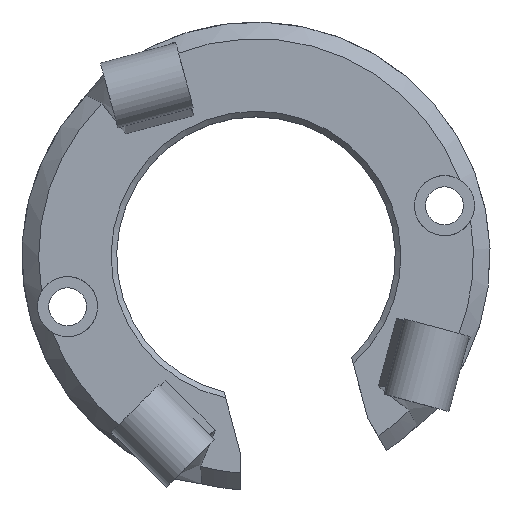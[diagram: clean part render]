
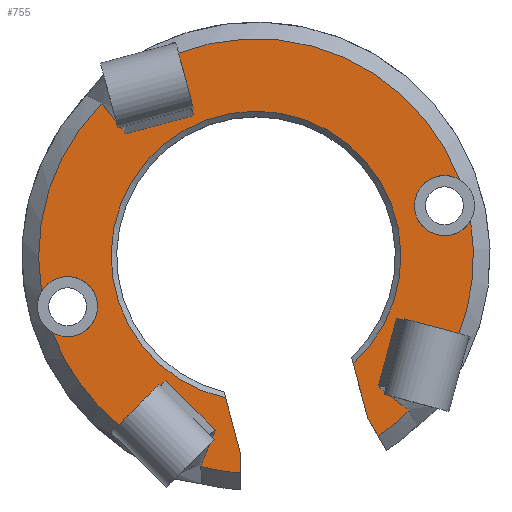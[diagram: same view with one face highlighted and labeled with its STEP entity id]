
A CAD part, top view. The second image highlights one B-rep face of the part: STEP entity #755.
In plain terms, the highlighted planar face has unit normal (0, 0, 1).
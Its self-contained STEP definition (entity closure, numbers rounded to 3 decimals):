
#53=LINE('',#1278,#98);
#54=LINE('',#1280,#99);
#55=LINE('',#1288,#100);
#56=LINE('',#1290,#101);
#57=LINE('',#1294,#102);
#58=LINE('',#1295,#103);
#59=LINE('',#1304,#104);
#60=LINE('',#1305,#105);
#61=LINE('',#1310,#106);
#62=LINE('',#1312,#107);
#98=VECTOR('',#920,10.);
#99=VECTOR('',#921,10.);
#100=VECTOR('',#922,10.);
#101=VECTOR('',#923,10.);
#102=VECTOR('',#926,10.);
#103=VECTOR('',#927,10.);
#104=VECTOR('',#928,10.);
#105=VECTOR('',#929,10.);
#106=VECTOR('',#934,10.);
#107=VECTOR('',#935,10.);
#143=PLANE('',#823);
#167=FACE_OUTER_BOUND('',#210,.T.);
#210=EDGE_LOOP('',(#541,#542,#543,#544,#545,#546,#547,#548,#549,#550,#551,
#552,#553,#554,#555,#556,#557,#558,#559,#560,#561,#562,#563,#564));
#269=CIRCLE('',#810,19.5);
#271=CIRCLE('',#813,19.5);
#272=CIRCLE('',#814,19.5);
#275=CIRCLE('',#818,19.5);
#276=CIRCLE('',#820,19.5);
#277=CIRCLE('',#821,19.5);
#279=CIRCLE('',#824,13.);
#280=CIRCLE('',#825,2.7);
#281=CIRCLE('',#826,2.7);
#282=CIRCLE('',#827,2.7);
#283=CIRCLE('',#828,2.7);
#313=B_SPLINE_CURVE_WITH_KNOTS('',3,(#1281,#1282,#1283,#1284,#1285,#1286),
 .UNSPECIFIED.,.F.,.F.,(4,2,4),(-0.351,-0.254,0.),
 .UNSPECIFIED.);
#314=B_SPLINE_CURVE_WITH_KNOTS('',3,(#1297,#1298,#1299,#1300,#1301,#1302),
 .UNSPECIFIED.,.F.,.F.,(4,2,4),(-0.508,-0.254,-0.158),
 .UNSPECIFIED.);
#315=B_SPLINE_CURVE_WITH_KNOTS('',3,(#1313,#1314,#1315,#1316,#1317,#1318),
 .UNSPECIFIED.,.F.,.F.,(4,2,4),(-0.351,-0.254,0.),
 .UNSPECIFIED.);
#328=VERTEX_POINT('',#1092);
#330=VERTEX_POINT('',#1098);
#334=VERTEX_POINT('',#1139);
#335=VERTEX_POINT('',#1143);
#336=VERTEX_POINT('',#1145);
#337=VERTEX_POINT('',#1160);
#341=VERTEX_POINT('',#1201);
#343=VERTEX_POINT('',#1208);
#346=VERTEX_POINT('',#1247);
#347=VERTEX_POINT('',#1251);
#348=VERTEX_POINT('',#1253);
#349=VERTEX_POINT('',#1268);
#351=VERTEX_POINT('',#1277);
#352=VERTEX_POINT('',#1279);
#353=VERTEX_POINT('',#1287);
#354=VERTEX_POINT('',#1289);
#355=VERTEX_POINT('',#1291);
#356=VERTEX_POINT('',#1293);
#357=VERTEX_POINT('',#1296);
#358=VERTEX_POINT('',#1303);
#359=VERTEX_POINT('',#1306);
#360=VERTEX_POINT('',#1309);
#361=VERTEX_POINT('',#1311);
#362=VERTEX_POINT('',#1319);
#405=EDGE_CURVE('',#328,#330,#269,.T.);
#410=EDGE_CURVE('',#334,#335,#271,.T.);
#412=EDGE_CURVE('',#336,#337,#272,.T.);
#419=EDGE_CURVE('',#343,#341,#275,.T.);
#422=EDGE_CURVE('',#346,#347,#276,.T.);
#424=EDGE_CURVE('',#348,#349,#277,.T.);
#427=EDGE_CURVE('',#351,#346,#53,.T.);
#428=EDGE_CURVE('',#352,#351,#54,.T.);
#429=EDGE_CURVE('',#341,#352,#313,.T.);
#430=EDGE_CURVE('',#343,#353,#55,.T.);
#431=EDGE_CURVE('',#353,#354,#56,.T.);
#432=EDGE_CURVE('',#355,#354,#279,.T.);
#433=EDGE_CURVE('',#355,#356,#57,.T.);
#434=EDGE_CURVE('',#356,#330,#58,.T.);
#435=EDGE_CURVE('',#357,#328,#314,.T.);
#436=EDGE_CURVE('',#358,#357,#59,.T.);
#437=EDGE_CURVE('',#337,#358,#60,.T.);
#438=EDGE_CURVE('',#336,#359,#280,.T.);
#439=EDGE_CURVE('',#359,#335,#281,.T.);
#440=EDGE_CURVE('',#360,#334,#61,.T.);
#441=EDGE_CURVE('',#361,#360,#62,.T.);
#442=EDGE_CURVE('',#349,#361,#315,.T.);
#443=EDGE_CURVE('',#348,#362,#282,.T.);
#444=EDGE_CURVE('',#362,#347,#283,.T.);
#541=ORIENTED_EDGE('',*,*,#427,.F.);
#542=ORIENTED_EDGE('',*,*,#428,.F.);
#543=ORIENTED_EDGE('',*,*,#429,.F.);
#544=ORIENTED_EDGE('',*,*,#419,.F.);
#545=ORIENTED_EDGE('',*,*,#430,.T.);
#546=ORIENTED_EDGE('',*,*,#431,.T.);
#547=ORIENTED_EDGE('',*,*,#432,.F.);
#548=ORIENTED_EDGE('',*,*,#433,.T.);
#549=ORIENTED_EDGE('',*,*,#434,.T.);
#550=ORIENTED_EDGE('',*,*,#405,.F.);
#551=ORIENTED_EDGE('',*,*,#435,.F.);
#552=ORIENTED_EDGE('',*,*,#436,.F.);
#553=ORIENTED_EDGE('',*,*,#437,.F.);
#554=ORIENTED_EDGE('',*,*,#412,.F.);
#555=ORIENTED_EDGE('',*,*,#438,.T.);
#556=ORIENTED_EDGE('',*,*,#439,.T.);
#557=ORIENTED_EDGE('',*,*,#410,.F.);
#558=ORIENTED_EDGE('',*,*,#440,.F.);
#559=ORIENTED_EDGE('',*,*,#441,.F.);
#560=ORIENTED_EDGE('',*,*,#442,.F.);
#561=ORIENTED_EDGE('',*,*,#424,.F.);
#562=ORIENTED_EDGE('',*,*,#443,.T.);
#563=ORIENTED_EDGE('',*,*,#444,.T.);
#564=ORIENTED_EDGE('',*,*,#422,.F.);
#755=ADVANCED_FACE('',(#167),#143,.T.);
#810=AXIS2_PLACEMENT_3D('',#1099,#892,#893);
#813=AXIS2_PLACEMENT_3D('',#1144,#898,#899);
#814=AXIS2_PLACEMENT_3D('',#1161,#900,#901);
#818=AXIS2_PLACEMENT_3D('',#1212,#908,#909);
#820=AXIS2_PLACEMENT_3D('',#1252,#912,#913);
#821=AXIS2_PLACEMENT_3D('',#1269,#914,#915);
#823=AXIS2_PLACEMENT_3D('',#1276,#918,#919);
#824=AXIS2_PLACEMENT_3D('',#1292,#924,#925);
#825=AXIS2_PLACEMENT_3D('',#1307,#930,#931);
#826=AXIS2_PLACEMENT_3D('',#1308,#932,#933);
#827=AXIS2_PLACEMENT_3D('',#1320,#936,#937);
#828=AXIS2_PLACEMENT_3D('',#1321,#938,#939);
#892=DIRECTION('center_axis',(0.,0.,-1.));
#893=DIRECTION('ref_axis',(0.,1.,0.));
#898=DIRECTION('center_axis',(0.,0.,-1.));
#899=DIRECTION('ref_axis',(0.,1.,0.));
#900=DIRECTION('center_axis',(0.,0.,-1.));
#901=DIRECTION('ref_axis',(0.,1.,0.));
#908=DIRECTION('center_axis',(0.,0.,-1.));
#909=DIRECTION('ref_axis',(0.,1.,0.));
#912=DIRECTION('center_axis',(0.,0.,-1.));
#913=DIRECTION('ref_axis',(0.,1.,0.));
#914=DIRECTION('center_axis',(0.,0.,-1.));
#915=DIRECTION('ref_axis',(0.,1.,0.));
#918=DIRECTION('center_axis',(0.,0.,1.));
#919=DIRECTION('ref_axis',(1.,0.,0.));
#920=DIRECTION('',(-0.866,-0.5,0.));
#921=DIRECTION('',(-0.5,0.866,0.));
#922=DIRECTION('',(0.259,0.966,0.));
#923=DIRECTION('',(0.,1.,0.));
#924=DIRECTION('center_axis',(0.,0.,1.));
#925=DIRECTION('ref_axis',(0.,1.,0.));
#926=DIRECTION('',(0.,-1.,0.));
#927=DIRECTION('',(0.259,-0.966,0.));
#928=DIRECTION('',(-0.5,-0.866,0.));
#929=DIRECTION('',(-0.866,0.5,0.));
#930=DIRECTION('center_axis',(0.,0.,-1.));
#931=DIRECTION('ref_axis',(1.,0.,0.));
#932=DIRECTION('center_axis',(0.,0.,-1.));
#933=DIRECTION('ref_axis',(1.,0.,0.));
#934=DIRECTION('',(0.,1.,0.));
#935=DIRECTION('',(1.,0.,0.));
#936=DIRECTION('center_axis',(0.,0.,-1.));
#937=DIRECTION('ref_axis',(-1.,0.,0.));
#938=DIRECTION('center_axis',(0.,0.,-1.));
#939=DIRECTION('ref_axis',(-1.,0.,0.));
#1092=CARTESIAN_POINT('',(9.687,-16.924,6.));
#1098=CARTESIAN_POINT('',(6.401,-18.42,6.));
#1099=CARTESIAN_POINT('Origin',(0.,0.,6.));
#1139=CARTESIAN_POINT('',(-2.128,19.384,6.));
#1143=CARTESIAN_POINT('',(19.406,1.912,6.));
#1144=CARTESIAN_POINT('Origin',(0.,0.,6.));
#1145=CARTESIAN_POINT('',(19.406,-1.912,6.));
#1160=CARTESIAN_POINT('',(15.723,-11.534,6.));
#1161=CARTESIAN_POINT('Origin',(0.,0.,6.));
#1201=CARTESIAN_POINT('',(-9.687,-16.924,6.));
#1208=CARTESIAN_POINT('',(-6.401,-18.42,6.));
#1212=CARTESIAN_POINT('Origin',(0.,0.,6.));
#1247=CARTESIAN_POINT('',(-15.723,-11.534,6.));
#1251=CARTESIAN_POINT('',(-19.406,-1.912,6.));
#1252=CARTESIAN_POINT('Origin',(0.,0.,6.));
#1253=CARTESIAN_POINT('',(-19.406,1.912,6.));
#1268=CARTESIAN_POINT('',(-9.813,16.851,6.));
#1269=CARTESIAN_POINT('Origin',(0.,0.,6.));
#1276=CARTESIAN_POINT('Origin',(0.,0.564,6.));
#1277=CARTESIAN_POINT('',(-10.732,-8.653,6.));
#1278=CARTESIAN_POINT('',(-4.227,-4.897,6.));
#1279=CARTESIAN_POINT('',(-7.569,-14.131,6.));
#1280=CARTESIAN_POINT('',(-9.757,-10.34,6.));
#1281=CARTESIAN_POINT('Ctrl Pts',(-9.687,-16.924,6.));
#1282=CARTESIAN_POINT('Ctrl Pts',(-9.492,-16.668,6.));
#1283=CARTESIAN_POINT('Ctrl Pts',(-9.298,-16.411,6.));
#1284=CARTESIAN_POINT('Ctrl Pts',(-8.592,-15.48,6.));
#1285=CARTESIAN_POINT('Ctrl Pts',(-8.081,-14.806,6.));
#1286=CARTESIAN_POINT('Ctrl Pts',(-7.569,-14.131,6.));
#1287=CARTESIAN_POINT('',(-5.925,-16.644,6.));
#1288=CARTESIAN_POINT('',(-5.925,-16.644,6.));
#1289=CARTESIAN_POINT('',(-5.925,-11.571,6.));
#1290=CARTESIAN_POINT('',(-5.925,-9.75,6.));
#1291=CARTESIAN_POINT('',(5.925,-11.571,6.));
#1292=CARTESIAN_POINT('Origin',(0.,0.,6.));
#1293=CARTESIAN_POINT('',(5.925,-16.644,6.));
#1294=CARTESIAN_POINT('',(5.925,-9.75,6.));
#1295=CARTESIAN_POINT('',(5.925,-16.644,6.));
#1296=CARTESIAN_POINT('',(7.569,-14.131,6.));
#1297=CARTESIAN_POINT('Ctrl Pts',(7.569,-14.131,6.));
#1298=CARTESIAN_POINT('Ctrl Pts',(8.081,-14.806,6.));
#1299=CARTESIAN_POINT('Ctrl Pts',(8.592,-15.48,6.));
#1300=CARTESIAN_POINT('Ctrl Pts',(9.298,-16.411,6.));
#1301=CARTESIAN_POINT('Ctrl Pts',(9.492,-16.668,6.));
#1302=CARTESIAN_POINT('Ctrl Pts',(9.687,-16.924,6.));
#1303=CARTESIAN_POINT('',(10.732,-8.653,6.));
#1304=CARTESIAN_POINT('',(9.757,-10.34,6.));
#1305=CARTESIAN_POINT('',(4.227,-4.897,6.));
#1306=CARTESIAN_POINT('',(14.8,0.,6.));
#1307=CARTESIAN_POINT('Origin',(17.5,0.,
6.));
#1308=CARTESIAN_POINT('Origin',(17.5,0.,
6.));
#1309=CARTESIAN_POINT('',(-2.128,13.62,6.));
#1310=CARTESIAN_POINT('',(-2.128,6.532,6.));
#1311=CARTESIAN_POINT('',(-8.453,13.62,6.));
#1312=CARTESIAN_POINT('',(-4.321,13.62,6.));
#1313=CARTESIAN_POINT('Ctrl Pts',(-9.813,16.851,6.));
#1314=CARTESIAN_POINT('Ctrl Pts',(-9.688,16.555,6.));
#1315=CARTESIAN_POINT('Ctrl Pts',(-9.564,16.258,6.));
#1316=CARTESIAN_POINT('Ctrl Pts',(-9.11,15.181,6.));
#1317=CARTESIAN_POINT('Ctrl Pts',(-8.782,14.401,6.));
#1318=CARTESIAN_POINT('Ctrl Pts',(-8.453,13.62,6.));
#1319=CARTESIAN_POINT('',(-14.8,0.,6.));
#1320=CARTESIAN_POINT('Origin',(-17.5,0.,
6.));
#1321=CARTESIAN_POINT('Origin',(-17.5,0.,
6.));
